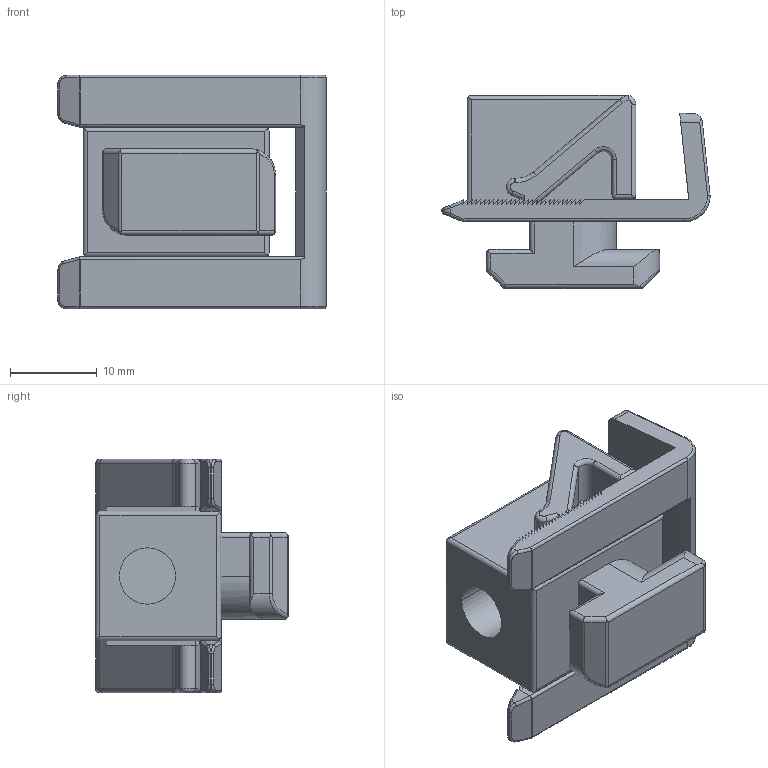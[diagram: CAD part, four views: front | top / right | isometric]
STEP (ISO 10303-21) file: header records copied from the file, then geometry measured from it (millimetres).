
FILE_DESCRIPTION(('Creo Elements/Direct Modeling STEP Export'),'2;1');
FILE_NAME('55.0461_Verkleidungsklipp-MMS-55_zweiteilig-schwarz.stp','2022-03-21T 8:08:42',(''),(''),'PTC Creo Elements/Direct Modeling STEP processor for AP214 (Solid Model)','PTC Creo Elements/Direct Modeling 19.0C 15-Aug-2015 (C) Parametric Technology GmbH','');
FILE_SCHEMA(('AUTOMOTIVE_DESIGN { 1 0 10303 214 1 1 1 1 }'));
Length unit declared in the file: millimetre
Products named in the file (3): Verkleidungsklipp-MMS-44_96.4048_PX175507; Verkleidungsklipp-MMS-55_96.5009_PX176310; Verkleidungsklipp-MMS-55_zweiteilig-schwarz_55.0461_PX176311
Assembly tree (2 placements, depth 2):
  Verkleidungsklipp-MMS-55_zweiteilig-schwarz_55.0461_PX176311
    Verkleidungsklipp-MMS-55_96.5009_PX176310
    Verkleidungsklipp-MMS-44_96.4048_PX175507
Bounding box: 31 x 22.3 x 27 mm (x, y, z)
Volume: 6754.9 mm3; surface area: 5427.3 mm2
Topology: 2 solids, 2 shells, 313 faces, 873 edges, 566 vertices
Faces by surface type: plane 196, cylinder 90, bspline 17, torus 10
Entity records: 13185 total; most frequent: CARTESIAN_POINT 5628, ORIENTED_EDGE 1746, DIRECTION 1336, EDGE_CURVE 873, VECTOR 576, LINE 576, VERTEX_POINT 566, AXIS2_PLACEMENT_3D 380
